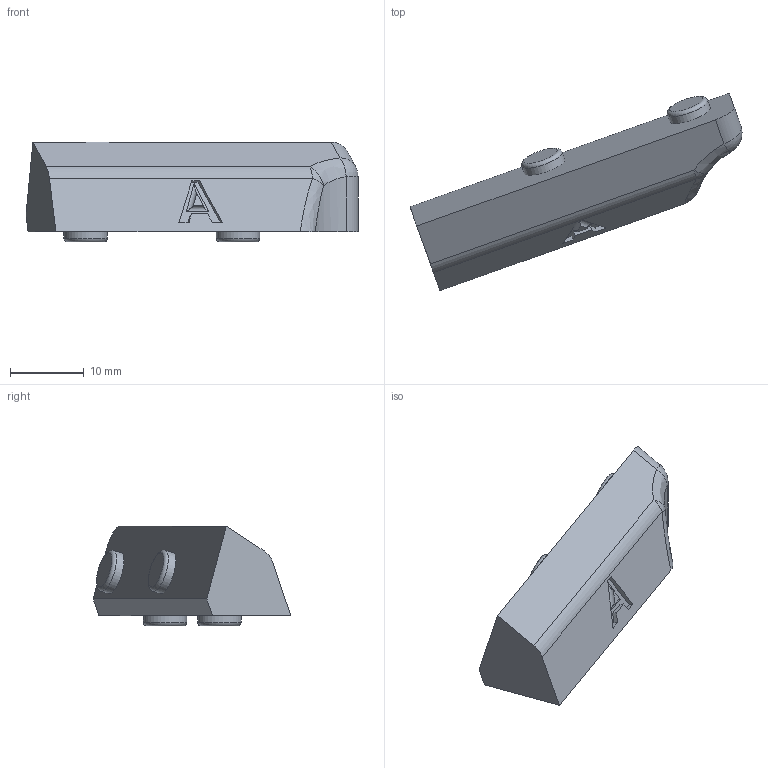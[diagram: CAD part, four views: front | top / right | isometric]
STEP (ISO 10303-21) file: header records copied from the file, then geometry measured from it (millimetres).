
FILE_DESCRIPTION(/* description */ ('This documentation describes Open Hardware and is licensed under the CERN OHL v. 1.2. You may redistribute and modify this documentation under the terms of the CERN OHL v.1.2. (http://ohwr.org/cernohl). This documentation is distributed WITHOUT ANY EXPRE','CAx-IF Rec.Pracs.---Representation and Presentation of Product Manufacturing Information (PMI)---4.0---2014-10-13'),/* implementation_level */ '2;1');
FILE_NAME(/* name */ 'PCBSupport.stp',/* time_stamp */ '2019-10-08T04:20:05-04:00',/* author */ (' '),/* organization */ ('PloopyCo'),/* preprocessor_version */ 'ST-DEVELOPER v18',/* originating_system */ ' ',/* authorisation */ 'Copyright PloopyCo 2019. Licensed under CERN OHL v. 1.2.');
FILE_SCHEMA (('AP242_MANAGED_MODEL_BASED_3D_ENGINEERING_MIM_LF { 1 0 10303 442 1 1 4 }'));
Length unit declared in the file: inch
Products named in the file (1): PCBSupport
Bounding box: 45.15 x 26.86 x 13.56 mm (x, y, z)
Volume: 4389.1 mm3; surface area: 2066.5 mm2
Topology: 1 solids, 1 shells, 40 faces, 102 edges, 70 vertices
Faces by surface type: plane 21, cylinder 11, torus 4, sphere 2, bspline 2
Full cylindrical faces by diameter (mm): 5.8 x2, 5.9 x2
Entity records: 1438 total; most frequent: CARTESIAN_POINT 271, DIRECTION 254, ORIENTED_EDGE 204, EDGE_CURVE 102, AXIS2_PLACEMENT_3D 101, VERTEX_POINT 70, LINE 52, VECTOR 52
